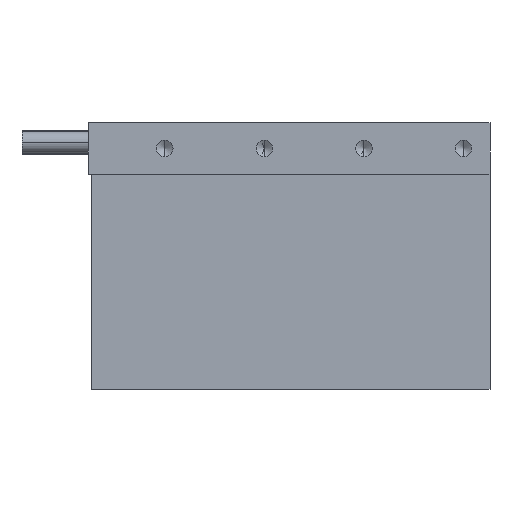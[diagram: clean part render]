
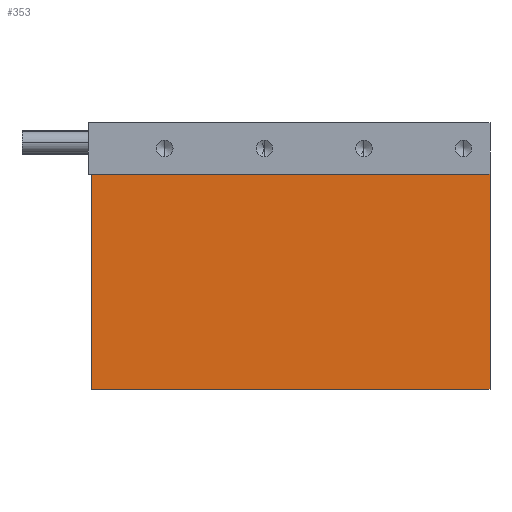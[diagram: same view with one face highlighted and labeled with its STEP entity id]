
A CAD part, front view. The second image highlights one B-rep face of the part: STEP entity #353.
In plain terms, the highlighted planar face has unit normal (0, -1, 0).
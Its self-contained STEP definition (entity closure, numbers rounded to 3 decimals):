
#103 = CARTESIAN_POINT ( 'NONE',  ( -59.5, -3.05, -64.8 ) ) ;
#138 = VECTOR ( 'NONE', #1009, 1000. ) ;
#177 = LINE ( 'NONE', #1561, #1866 ) ;
#353 = ADVANCED_FACE ( 'NONE', ( #1931 ), #928, .F. ) ;
#372 = EDGE_LOOP ( 'NONE', ( #998, #1678, #1300, #1277 ) ) ;
#391 = DIRECTION ( 'NONE',  ( -1., 0., 0. ) ) ;
#406 = CARTESIAN_POINT ( 'NONE',  ( -59.5, -3.05, -64.8 ) ) ;
#438 = EDGE_CURVE ( 'NONE', #2111, #1704, #1532, .T. ) ;
#602 = EDGE_CURVE ( 'NONE', #2111, #2190, #667, .T. ) ;
#608 = AXIS2_PLACEMENT_3D ( 'NONE', #406, #1075, #1429 ) ;
#629 = CARTESIAN_POINT ( 'NONE',  ( 60.5, -3.05, -64.8 ) ) ;
#648 = CARTESIAN_POINT ( 'NONE',  ( 11., -3.05, -64.8 ) ) ;
#667 = LINE ( 'NONE', #1990, #934 ) ;
#673 = EDGE_CURVE ( 'NONE', #2190, #2074, #177, .T. ) ;
#821 = DIRECTION ( 'NONE',  ( 0., 0., 1. ) ) ;
#928 = PLANE ( 'NONE',  #608 ) ;
#934 = VECTOR ( 'NONE', #821, 1000. ) ;
#985 = EDGE_CURVE ( 'NONE', #1704, #2074, #1563, .T. ) ;
#998 = ORIENTED_EDGE ( 'NONE', *, *, #673, .T. ) ;
#1009 = DIRECTION ( 'NONE',  ( -1., 0., 0. ) ) ;
#1015 = CARTESIAN_POINT ( 'NONE',  ( 60.5, -3.05, 0. ) ) ;
#1075 = DIRECTION ( 'NONE',  ( 0., 1., 0. ) ) ;
#1277 = ORIENTED_EDGE ( 'NONE', *, *, #602, .T. ) ;
#1300 = ORIENTED_EDGE ( 'NONE', *, *, #438, .F. ) ;
#1417 = CARTESIAN_POINT ( 'NONE',  ( -59.5, -3.05, -64.8 ) ) ;
#1429 = DIRECTION ( 'NONE',  ( -1., 0., 0. ) ) ;
#1453 = CARTESIAN_POINT ( 'NONE',  ( -59.5, -3.05, 0. ) ) ;
#1532 = LINE ( 'NONE', #648, #138 ) ;
#1561 = CARTESIAN_POINT ( 'NONE',  ( -59.5, -3.05, 0. ) ) ;
#1563 = LINE ( 'NONE', #1417, #1868 ) ;
#1678 = ORIENTED_EDGE ( 'NONE', *, *, #985, .F. ) ;
#1704 = VERTEX_POINT ( 'NONE', #103 ) ;
#1866 = VECTOR ( 'NONE', #391, 1000. ) ;
#1868 = VECTOR ( 'NONE', #2089, 1000. ) ;
#1931 = FACE_OUTER_BOUND ( 'NONE', #372, .T. ) ;
#1990 = CARTESIAN_POINT ( 'NONE',  ( 60.5, -3.05, -64.8 ) ) ;
#2074 = VERTEX_POINT ( 'NONE', #1453 ) ;
#2089 = DIRECTION ( 'NONE',  ( 0., 0., 1. ) ) ;
#2111 = VERTEX_POINT ( 'NONE', #629 ) ;
#2190 = VERTEX_POINT ( 'NONE', #1015 ) ;
